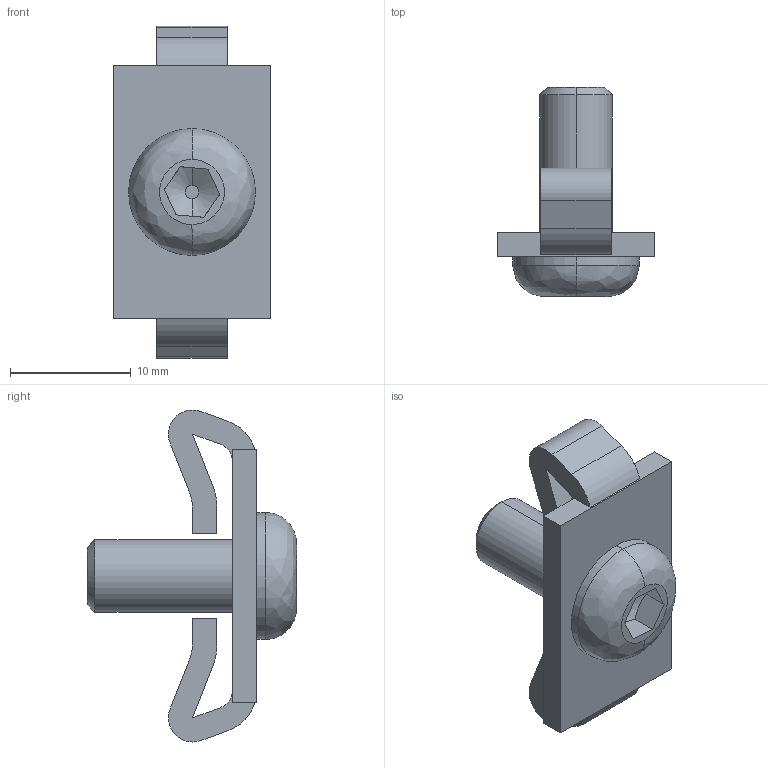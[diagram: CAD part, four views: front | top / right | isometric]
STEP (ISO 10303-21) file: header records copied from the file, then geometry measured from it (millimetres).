
FILE_DESCRIPTION (( 'STEP AP214' ), '1' );
FILE_NAME ('-7126010', '2019-02-04T10:14:04', ( '' ), ('JUGARD+KÜNSTNER GmbH'), 'SwSTEP 2.0', 'SolidWorks 2017', '' );
FILE_SCHEMA (( 'AUTOMOTIVE_DESIGN' ));
Length unit declared in the file: millimetre
Products named in the file (1): -7126010_CNAJF00
Bounding box: 13 x 17.3 x 27.48 mm (x, y, z)
Volume: 1439.9 mm3; surface area: 1473.6 mm2
Topology: 1 solids, 1 shells, 54 faces, 143 edges, 94 vertices
Faces by surface type: plane 33, cylinder 15, cone 4, bspline 2
Entity records: 1779 total; most frequent: CARTESIAN_POINT 396, ORIENTED_EDGE 286, DIRECTION 275, EDGE_CURVE 143, LINE 97, VECTOR 97, VERTEX_POINT 94, AXIS2_PLACEMENT_3D 89
